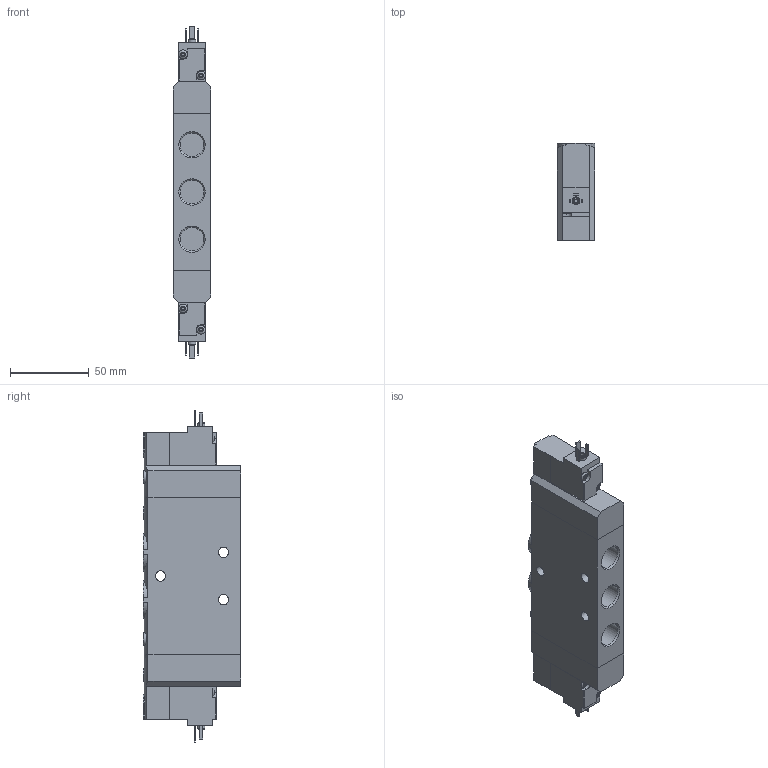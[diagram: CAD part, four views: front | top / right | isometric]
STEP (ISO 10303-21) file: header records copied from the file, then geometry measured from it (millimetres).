
FILE_DESCRIPTION(/* description */ ('STEP AP214'),/* implementation_level */ '2;1');
FILE_NAME(/* name */ '163171_CPE24-M1H-5JS-3_8',/* time_stamp */ '2024-08-06T21:26:56+02:00',/* author */ ('License CC BY-ND 4.0'),/* organization */ ('CADENAS'),/* preprocessor_version */ 'ST-DEVELOPER v19.3',/* originating_system */ 'PARTsolutions',/* authorisation */ ' ');
FILE_SCHEMA (('AUTOMOTIVE_DESIGN {1 0 10303 214 3 1 1}'));
Length unit declared in the file: millimetre
Products named in the file (3): 163171 CPE24-M1H-5JS-3/8; CPE24-...-5; CPE24-KMEB_M1H
Assembly tree (3 placements, depth 2):
  163171 CPE24-M1H-5JS-3/8
    CPE24-...-5
    CPE24-KMEB_M1H  x2
Bounding box: 24 x 62 x 211 mm (x, y, z)
Volume: 220962 mm3; surface area: 45825.5 mm2
Topology: 3 solids, 3 shells, 262 faces, 631 edges, 404 vertices
Faces by surface type: plane 126, cylinder 95, cone 37, torus 4
Full cylindrical faces by diameter (mm): 2 x2, 2.013 x2, 2.5 x2, 3.8 x2, 4.134 x4, 5 x2, 5.6 x6, 6.5 x3, 8 x4, 14.95 x5
Entity records: 4323 total; most frequent: CARTESIAN_POINT 902, DIRECTION 690, ORIENTED_EDGE 636, EDGE_CURVE 318, AXIS2_PLACEMENT_3D 260, VERTEX_POINT 223, EDGE_LOOP 211, FACE_BOUND 211
